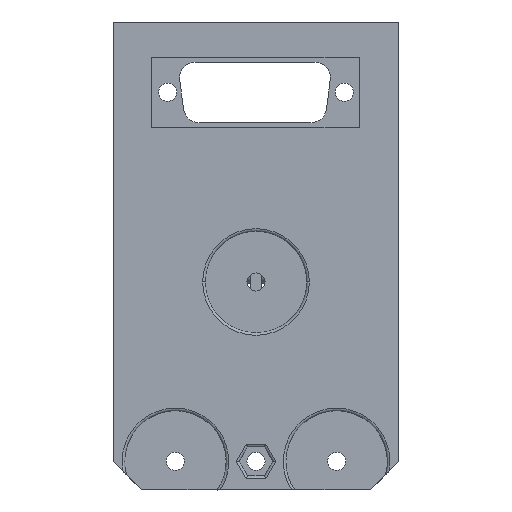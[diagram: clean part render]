
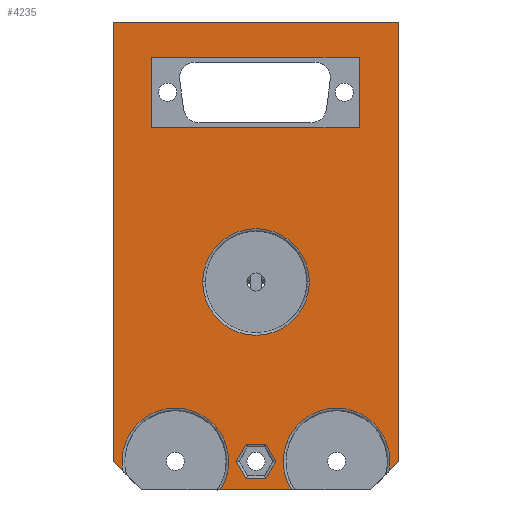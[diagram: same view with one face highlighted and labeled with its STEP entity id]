
A CAD part, front view. The second image highlights one B-rep face of the part: STEP entity #4235.
In plain terms, the highlighted planar face has unit normal (0, -1, 0).
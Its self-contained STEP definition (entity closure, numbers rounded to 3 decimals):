
#3981=CARTESIAN_POINT('Vertex',(-27.5,0.,50.)) ;
#3984=CARTESIAN_POINT('Line Origine',(0.,0.,50.)) ;
#3988=CARTESIAN_POINT('Vertex',(27.5,0.,50.)) ;
#4039=CARTESIAN_POINT('Axis2P3D Location',(0.,0.,50.)) ;
#4044=CARTESIAN_POINT('Axis2P3D Location',(-15.5,0.,-34.5)) ;
#4048=CARTESIAN_POINT('Vertex',(-25.75,0.,-34.5)) ;
#4050=CARTESIAN_POINT('Vertex',(-25.566,0.,-36.434)) ;
#4053=CARTESIAN_POINT('Axis2P3D Location',(-15.5,0.,-34.5)) ;
#4057=CARTESIAN_POINT('Vertex',(-5.25,0.,-34.5)) ;
#4060=CARTESIAN_POINT('Axis2P3D Location',(-15.5,0.,-34.5)) ;
#4064=CARTESIAN_POINT('Vertex',(-6.851,0.,-40.)) ;
#4067=CARTESIAN_POINT('Line Origine',(0.,0.,-40.)) ;
#4071=CARTESIAN_POINT('Vertex',(6.851,0.,-40.)) ;
#4074=CARTESIAN_POINT('Axis2P3D Location',(15.5,0.,-34.5)) ;
#4078=CARTESIAN_POINT('Vertex',(5.25,0.,-34.5)) ;
#4081=CARTESIAN_POINT('Axis2P3D Location',(15.5,0.,-34.5)) ;
#4085=CARTESIAN_POINT('Vertex',(25.75,0.,-34.5)) ;
#4088=CARTESIAN_POINT('Axis2P3D Location',(15.5,0.,-34.5)) ;
#4092=CARTESIAN_POINT('Vertex',(25.566,0.,-36.434)) ;
#4095=CARTESIAN_POINT('Line Origine',(26.533,0.,-35.467)) ;
#4099=CARTESIAN_POINT('Vertex',(27.5,0.,-34.5)) ;
#4102=CARTESIAN_POINT('Line Origine',(27.5,0.,7.75)) ;
#4107=CARTESIAN_POINT('Line Origine',(-27.5,0.,7.75)) ;
#4111=CARTESIAN_POINT('Vertex',(-27.5,0.,-34.5)) ;
#4114=CARTESIAN_POINT('Line Origine',(-26.533,0.,-35.467)) ;
#4133=CARTESIAN_POINT('Line Origine',(-0.16,0.,43.197)) ;
#4137=CARTESIAN_POINT('Vertex',(19.84,0.,43.197)) ;
#4139=CARTESIAN_POINT('Vertex',(-20.16,0.,43.197)) ;
#4142=CARTESIAN_POINT('Line Origine',(19.84,0.,36.447)) ;
#4146=CARTESIAN_POINT('Vertex',(19.84,0.,29.697)) ;
#4149=CARTESIAN_POINT('Line Origine',(-0.16,0.,29.697)) ;
#4153=CARTESIAN_POINT('Vertex',(-20.16,0.,29.697)) ;
#4156=CARTESIAN_POINT('Line Origine',(-20.16,0.,36.447)) ;
#4167=CARTESIAN_POINT('Axis2P3D Location',(0.,0.,0.)) ;
#4171=CARTESIAN_POINT('Vertex',(10.25,0.,0.)) ;
#4173=CARTESIAN_POINT('Vertex',(-10.25,0.,0.)) ;
#4176=CARTESIAN_POINT('Axis2P3D Location',(0.,0.,0.)) ;
#4185=CARTESIAN_POINT('Line Origine',(2.858,0.,-32.85)) ;
#4189=CARTESIAN_POINT('Vertex',(3.811,0.,-34.5)) ;
#4191=CARTESIAN_POINT('Vertex',(1.905,0.,-31.2)) ;
#4194=CARTESIAN_POINT('Line Origine',(2.858,0.,-36.15)) ;
#4198=CARTESIAN_POINT('Vertex',(1.905,0.,-37.8)) ;
#4201=CARTESIAN_POINT('Line Origine',(0.,0.,-37.8)) ;
#4205=CARTESIAN_POINT('Vertex',(-1.905,0.,-37.8)) ;
#4208=CARTESIAN_POINT('Line Origine',(-2.858,0.,-36.15)) ;
#4212=CARTESIAN_POINT('Vertex',(-3.811,0.,-34.5)) ;
#4215=CARTESIAN_POINT('Line Origine',(-2.858,0.,-32.85)) ;
#4219=CARTESIAN_POINT('Vertex',(-1.905,0.,-31.2)) ;
#4222=CARTESIAN_POINT('Line Origine',(0.,0.,-31.2)) ;
#3985=DIRECTION('Vector Direction',(1.,0.,0.)) ;
#4040=DIRECTION('Axis2P3D Direction',(0.,-1.,0.)) ;
#4041=DIRECTION('Axis2P3D XDirection',(0.,0.,-1.)) ;
#4045=DIRECTION('Axis2P3D Direction',(0.,-1.,0.)) ;
#4054=DIRECTION('Axis2P3D Direction',(0.,-1.,0.)) ;
#4061=DIRECTION('Axis2P3D Direction',(0.,-1.,0.)) ;
#4068=DIRECTION('Vector Direction',(1.,0.,0.)) ;
#4075=DIRECTION('Axis2P3D Direction',(0.,-1.,0.)) ;
#4082=DIRECTION('Axis2P3D Direction',(0.,-1.,0.)) ;
#4089=DIRECTION('Axis2P3D Direction',(0.,-1.,0.)) ;
#4096=DIRECTION('Vector Direction',(-0.707,0.,-0.707)) ;
#4103=DIRECTION('Vector Direction',(0.,0.,-1.)) ;
#4108=DIRECTION('Vector Direction',(0.,0.,-1.)) ;
#4115=DIRECTION('Vector Direction',(-0.707,0.,0.707)) ;
#4134=DIRECTION('Vector Direction',(-1.,0.,0.)) ;
#4143=DIRECTION('Vector Direction',(0.,0.,-1.)) ;
#4150=DIRECTION('Vector Direction',(1.,0.,0.)) ;
#4157=DIRECTION('Vector Direction',(0.,0.,1.)) ;
#4168=DIRECTION('Axis2P3D Direction',(0.,-1.,0.)) ;
#4177=DIRECTION('Axis2P3D Direction',(0.,-1.,0.)) ;
#4186=DIRECTION('Vector Direction',(-0.5,0.,0.866)) ;
#4195=DIRECTION('Vector Direction',(0.5,0.,0.866)) ;
#4202=DIRECTION('Vector Direction',(1.,0.,0.)) ;
#4209=DIRECTION('Vector Direction',(0.5,0.,-0.866)) ;
#4216=DIRECTION('Vector Direction',(-0.5,0.,-0.866)) ;
#4223=DIRECTION('Vector Direction',(-1.,0.,0.)) ;
#4042=AXIS2_PLACEMENT_3D('Plane Axis2P3D',#4039,#4040,#4041) ;
#4046=AXIS2_PLACEMENT_3D('Circle Axis2P3D',#4044,#4045,$) ;
#4055=AXIS2_PLACEMENT_3D('Circle Axis2P3D',#4053,#4054,$) ;
#4062=AXIS2_PLACEMENT_3D('Circle Axis2P3D',#4060,#4061,$) ;
#4076=AXIS2_PLACEMENT_3D('Circle Axis2P3D',#4074,#4075,$) ;
#4083=AXIS2_PLACEMENT_3D('Circle Axis2P3D',#4081,#4082,$) ;
#4090=AXIS2_PLACEMENT_3D('Circle Axis2P3D',#4088,#4089,$) ;
#4169=AXIS2_PLACEMENT_3D('Circle Axis2P3D',#4167,#4168,$) ;
#4178=AXIS2_PLACEMENT_3D('Circle Axis2P3D',#4176,#4177,$) ;
#4120=ORIENTED_EDGE('',*,*,#4052,.F.) ;
#4121=ORIENTED_EDGE('',*,*,#4059,.F.) ;
#4122=ORIENTED_EDGE('',*,*,#4066,.F.) ;
#4123=ORIENTED_EDGE('',*,*,#4073,.T.) ;
#4124=ORIENTED_EDGE('',*,*,#4080,.F.) ;
#4125=ORIENTED_EDGE('',*,*,#4087,.F.) ;
#4126=ORIENTED_EDGE('',*,*,#4094,.F.) ;
#4127=ORIENTED_EDGE('',*,*,#4101,.F.) ;
#4128=ORIENTED_EDGE('',*,*,#4106,.F.) ;
#4129=ORIENTED_EDGE('',*,*,#3990,.F.) ;
#4130=ORIENTED_EDGE('',*,*,#4113,.T.) ;
#4131=ORIENTED_EDGE('',*,*,#4118,.F.) ;
#4162=ORIENTED_EDGE('',*,*,#4141,.F.) ;
#4163=ORIENTED_EDGE('',*,*,#4148,.T.) ;
#4164=ORIENTED_EDGE('',*,*,#4155,.F.) ;
#4165=ORIENTED_EDGE('',*,*,#4160,.T.) ;
#4182=ORIENTED_EDGE('',*,*,#4175,.F.) ;
#4183=ORIENTED_EDGE('',*,*,#4180,.F.) ;
#4228=ORIENTED_EDGE('',*,*,#4193,.F.) ;
#4229=ORIENTED_EDGE('',*,*,#4200,.F.) ;
#4230=ORIENTED_EDGE('',*,*,#4207,.F.) ;
#4231=ORIENTED_EDGE('',*,*,#4214,.F.) ;
#4232=ORIENTED_EDGE('',*,*,#4221,.F.) ;
#4233=ORIENTED_EDGE('',*,*,#4226,.F.) ;
#4166=FACE_BOUND('',#4161,.T.) ;
#4184=FACE_BOUND('',#4181,.T.) ;
#4234=FACE_BOUND('',#4227,.T.) ;
#3986=VECTOR('Line Direction',#3985,1.) ;
#4069=VECTOR('Line Direction',#4068,1.) ;
#4097=VECTOR('Line Direction',#4096,1.) ;
#4104=VECTOR('Line Direction',#4103,1.) ;
#4109=VECTOR('Line Direction',#4108,1.) ;
#4116=VECTOR('Line Direction',#4115,1.) ;
#4135=VECTOR('Line Direction',#4134,1.) ;
#4144=VECTOR('Line Direction',#4143,1.) ;
#4151=VECTOR('Line Direction',#4150,1.) ;
#4158=VECTOR('Line Direction',#4157,1.) ;
#4187=VECTOR('Line Direction',#4186,1.) ;
#4196=VECTOR('Line Direction',#4195,1.) ;
#4203=VECTOR('Line Direction',#4202,1.) ;
#4210=VECTOR('Line Direction',#4209,1.) ;
#4217=VECTOR('Line Direction',#4216,1.) ;
#4224=VECTOR('Line Direction',#4223,1.) ;
#4235=ADVANCED_FACE('Corps principal',(#4132,#4166,#4184,#4234),#4043,.T.) ;
#4047=CIRCLE('generated circle',#4046,10.25) ;
#4056=CIRCLE('generated circle',#4055,10.25) ;
#4063=CIRCLE('generated circle',#4062,10.25) ;
#4077=CIRCLE('generated circle',#4076,10.25) ;
#4084=CIRCLE('generated circle',#4083,10.25) ;
#4091=CIRCLE('generated circle',#4090,10.25) ;
#4170=CIRCLE('generated circle',#4169,10.25) ;
#4179=CIRCLE('generated circle',#4178,10.25) ;
#3990=EDGE_CURVE('',#3982,#3989,#3987,.T.) ;
#4052=EDGE_CURVE('',#4049,#4051,#4047,.T.) ;
#4059=EDGE_CURVE('',#4058,#4049,#4056,.T.) ;
#4066=EDGE_CURVE('',#4065,#4058,#4063,.T.) ;
#4073=EDGE_CURVE('',#4065,#4072,#4070,.T.) ;
#4080=EDGE_CURVE('',#4079,#4072,#4077,.T.) ;
#4087=EDGE_CURVE('',#4086,#4079,#4084,.T.) ;
#4094=EDGE_CURVE('',#4093,#4086,#4091,.T.) ;
#4101=EDGE_CURVE('',#4100,#4093,#4098,.T.) ;
#4106=EDGE_CURVE('',#3989,#4100,#4105,.T.) ;
#4113=EDGE_CURVE('',#3982,#4112,#4110,.T.) ;
#4118=EDGE_CURVE('',#4051,#4112,#4117,.T.) ;
#4141=EDGE_CURVE('',#4138,#4140,#4136,.T.) ;
#4148=EDGE_CURVE('',#4138,#4147,#4145,.T.) ;
#4155=EDGE_CURVE('',#4154,#4147,#4152,.T.) ;
#4160=EDGE_CURVE('',#4154,#4140,#4159,.T.) ;
#4175=EDGE_CURVE('',#4172,#4174,#4170,.T.) ;
#4180=EDGE_CURVE('',#4174,#4172,#4179,.T.) ;
#4193=EDGE_CURVE('',#4190,#4192,#4188,.T.) ;
#4200=EDGE_CURVE('',#4199,#4190,#4197,.T.) ;
#4207=EDGE_CURVE('',#4206,#4199,#4204,.T.) ;
#4214=EDGE_CURVE('',#4213,#4206,#4211,.T.) ;
#4221=EDGE_CURVE('',#4220,#4213,#4218,.T.) ;
#4226=EDGE_CURVE('',#4192,#4220,#4225,.T.) ;
#4119=EDGE_LOOP('',(#4120,#4121,#4122,#4123,#4124,#4125,#4126,#4127,#4128,#4129,#4130,#4131)) ;
#4161=EDGE_LOOP('',(#4162,#4163,#4164,#4165)) ;
#4181=EDGE_LOOP('',(#4182,#4183)) ;
#4227=EDGE_LOOP('',(#4228,#4229,#4230,#4231,#4232,#4233)) ;
#4132=FACE_OUTER_BOUND('',#4119,.T.) ;
#3987=LINE('Line',#3984,#3986) ;
#4070=LINE('Line',#4067,#4069) ;
#4098=LINE('Line',#4095,#4097) ;
#4105=LINE('Line',#4102,#4104) ;
#4110=LINE('Line',#4107,#4109) ;
#4117=LINE('Line',#4114,#4116) ;
#4136=LINE('Line',#4133,#4135) ;
#4145=LINE('Line',#4142,#4144) ;
#4152=LINE('Line',#4149,#4151) ;
#4159=LINE('Line',#4156,#4158) ;
#4188=LINE('Line',#4185,#4187) ;
#4197=LINE('Line',#4194,#4196) ;
#4204=LINE('Line',#4201,#4203) ;
#4211=LINE('Line',#4208,#4210) ;
#4218=LINE('Line',#4215,#4217) ;
#4225=LINE('Line',#4222,#4224) ;
#4043=PLANE('',#4042) ;
#3982=VERTEX_POINT('',#3981) ;
#3989=VERTEX_POINT('',#3988) ;
#4049=VERTEX_POINT('',#4048) ;
#4051=VERTEX_POINT('',#4050) ;
#4058=VERTEX_POINT('',#4057) ;
#4065=VERTEX_POINT('',#4064) ;
#4072=VERTEX_POINT('',#4071) ;
#4079=VERTEX_POINT('',#4078) ;
#4086=VERTEX_POINT('',#4085) ;
#4093=VERTEX_POINT('',#4092) ;
#4100=VERTEX_POINT('',#4099) ;
#4112=VERTEX_POINT('',#4111) ;
#4138=VERTEX_POINT('',#4137) ;
#4140=VERTEX_POINT('',#4139) ;
#4147=VERTEX_POINT('',#4146) ;
#4154=VERTEX_POINT('',#4153) ;
#4172=VERTEX_POINT('',#4171) ;
#4174=VERTEX_POINT('',#4173) ;
#4190=VERTEX_POINT('',#4189) ;
#4192=VERTEX_POINT('',#4191) ;
#4199=VERTEX_POINT('',#4198) ;
#4206=VERTEX_POINT('',#4205) ;
#4213=VERTEX_POINT('',#4212) ;
#4220=VERTEX_POINT('',#4219) ;
